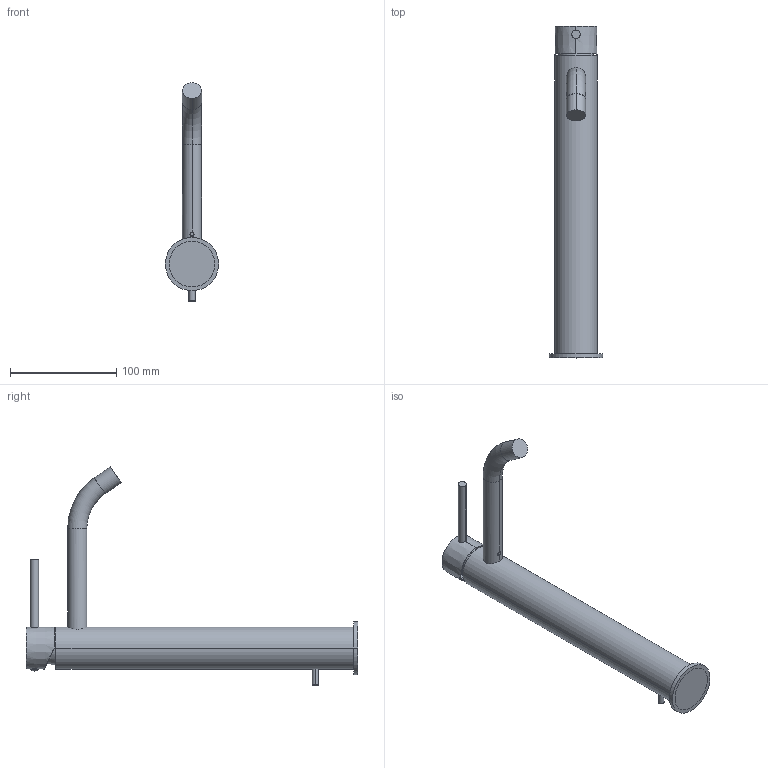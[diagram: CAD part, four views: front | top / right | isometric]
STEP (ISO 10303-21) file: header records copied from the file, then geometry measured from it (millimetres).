
FILE_DESCRIPTION((''),'2;1');
FILE_NAME('LIG085CR','2021-01-14T15:02:25',('ut3'),('PAFFONI SpA'),'CREO PARAMETRIC BY PTC INC, 2020044','CREO PARAMETRIC BY PTC INC, 2020044','');
FILE_SCHEMA(('CONFIG_CONTROL_DESIGN','SHAPE_APPEARANCE_LAYERS_GROUPS'));
Length unit declared in the file: millimetre
Products named in the file (1): LIG085CR
Bounding box: 50 x 312.15 x 205.56 mm (x, y, z)
Surface area: 64011.5 mm2 (no closed solid volume)
Topology: 0 solids, 20 shells, 111 faces, 304 edges, 206 vertices
Faces by surface type: plane 44, cylinder 42, cone 19, torus 4, sphere 2
Entity records: 4639 total; most frequent: CARTESIAN_POINT 1132, DIRECTION 555, ORIENTED_EDGE 524, EDGE_CURVE 300, AXIS2_PLACEMENT_3D 208, VERTEX_POINT 206, VECTOR 139, LINE 139
